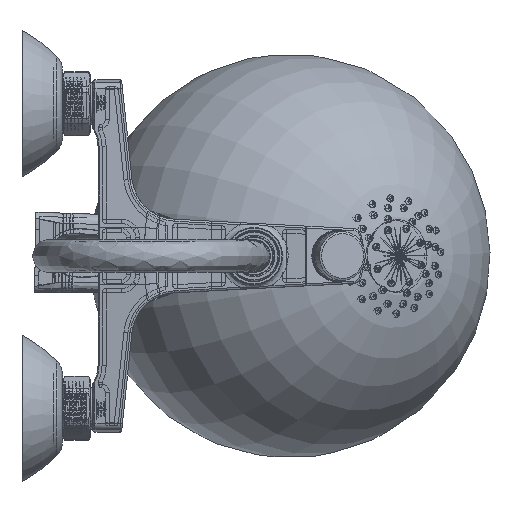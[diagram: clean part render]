
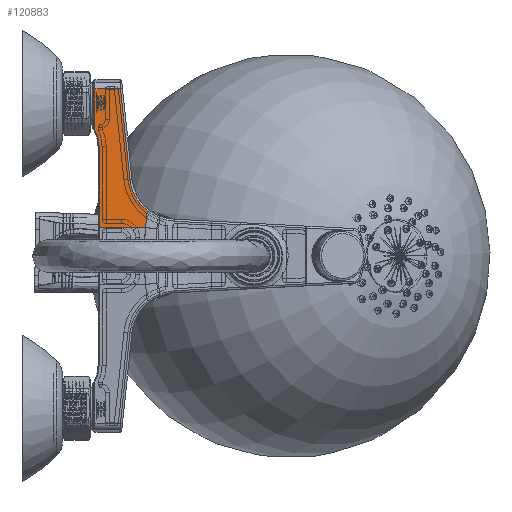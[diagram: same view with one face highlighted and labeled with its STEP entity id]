
A CAD part, front view. The second image highlights one B-rep face of the part: STEP entity #120883.
In plain terms, the highlighted planar face has unit normal (0, -0.999, 0.054).
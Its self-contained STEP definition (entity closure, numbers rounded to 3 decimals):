
#1543 = PLANE ( 'NONE',  #75840 ) ;
#2072 = CARTESIAN_POINT ( 'NONE',  ( 261.904, 78.661, -327.672 ) ) ;
#2787 = DIRECTION ( 'NONE',  ( 0., -0.054, -0.999 ) ) ;
#3568 = LINE ( 'NONE', #119092, #68031 ) ;
#11806 = EDGE_LOOP ( 'NONE', ( #44942, #128889, #82370, #31764, #142207, #44758, #53846, #58738 ) ) ;
#16577 = DIRECTION ( 'NONE',  ( 0., -0.054, -0.999 ) ) ;
#20696 = CARTESIAN_POINT ( 'NONE',  ( 293.744, 78.955, -322.267 ) ) ;
#31764 = ORIENTED_EDGE ( 'NONE', *, *, #41534, .F. ) ;
#32687 = EDGE_CURVE ( 'NONE', #163646, #73337, #141058, .T. ) ;
#37896 = VECTOR ( 'NONE', #58446, 1000. ) ;
#38106 = DIRECTION ( 'NONE',  ( 0., -0.054, -0.999 ) ) ;
#40565 = DIRECTION ( 'NONE',  ( -1., 0., 0. ) ) ;
#41534 = EDGE_CURVE ( 'NONE', #51431, #73337, #65719, .T. ) ;
#44758 = ORIENTED_EDGE ( 'NONE', *, *, #54269, .T. ) ;
#44942 = ORIENTED_EDGE ( 'NONE', *, *, #71949, .T. ) ;
#51431 = VERTEX_POINT ( 'NONE', #126645 ) ;
#52239 = CARTESIAN_POINT ( 'NONE',  ( 268.267, 82.365, -259.472 ) ) ;
#53846 = ORIENTED_EDGE ( 'NONE', *, *, #86758, .T. ) ;
#54269 = EDGE_CURVE ( 'NONE', #105140, #101464, #76092, .T. ) ;
#56796 = LINE ( 'NONE', #94468, #37896 ) ;
#57418 = CARTESIAN_POINT ( 'NONE',  ( 270.267, 80.975, -285.068 ) ) ;
#58446 = DIRECTION ( 'NONE',  ( -0.104, 0.054, 0.993 ) ) ;
#58738 = ORIENTED_EDGE ( 'NONE', *, *, #156312, .T. ) ;
#60556 =( BOUNDED_CURVE ( )  B_SPLINE_CURVE ( 3, ( #146948, #138304, #57418, #163395 ),
 .UNSPECIFIED., .F., .T. ) 
 B_SPLINE_CURVE_WITH_KNOTS ( ( 4, 4 ),
 ( 1.073, 1.571 ),
 .UNSPECIFIED. ) 
 CURVE ( )  GEOMETRIC_REPRESENTATION_ITEM ( )  RATIONAL_B_SPLINE_CURVE ( ( 1., 0.979, 0.979, 1. ) ) 
 REPRESENTATION_ITEM ( '' )  );
#65719 = LINE ( 'NONE', #2072, #138944 ) ;
#68031 = VECTOR ( 'NONE', #80583, 1000. ) ;
#68822 = CARTESIAN_POINT ( 'NONE',  ( 289.159, 79.31, -315.73 ) ) ;
#71781 = CARTESIAN_POINT ( 'NONE',  ( 294.055, 79.098, -319.624 ) ) ;
#71874 = VERTEX_POINT ( 'NONE', #52239 ) ;
#71949 = EDGE_CURVE ( 'NONE', #71874, #94892, #140946, .T. ) ;
#73337 = VERTEX_POINT ( 'NONE', #143259 ) ;
#75840 = AXIS2_PLACEMENT_3D ( 'NONE', #90295, #78545, #16577 ) ;
#76092 =( BOUNDED_CURVE ( )  B_SPLINE_CURVE ( 3, ( #83827, #68822, #158363, #160817 ),
 .UNSPECIFIED., .F., .T. ) 
 B_SPLINE_CURVE_WITH_KNOTS ( ( 4, 4 ),
 ( 3.813, 4.608 ),
 .UNSPECIFIED. ) 
 CURVE ( )  GEOMETRIC_REPRESENTATION_ITEM ( )  RATIONAL_B_SPLINE_CURVE ( ( 1., 0.948, 0.948, 1. ) ) 
 REPRESENTATION_ITEM ( '' )  );
#78545 = DIRECTION ( 'NONE',  ( 0., -0.999, 0.054 ) ) ;
#80583 = DIRECTION ( 'NONE',  ( -1., 0., 0. ) ) ;
#82370 = ORIENTED_EDGE ( 'NONE', *, *, #32687, .T. ) ;
#83827 = CARTESIAN_POINT ( 'NONE',  ( 294.055, 79.098, -319.624 ) ) ;
#84343 = CARTESIAN_POINT ( 'NONE',  ( 293.125, 78.661, -327.672 ) ) ;
#86758 = EDGE_CURVE ( 'NONE', #101464, #156454, #56796, .T. ) ;
#90295 = CARTESIAN_POINT ( 'NONE',  ( 261.904, 82.365, -259.472 ) ) ;
#90828 = CARTESIAN_POINT ( 'NONE',  ( 270.267, 82.365, -259.472 ) ) ;
#91604 = EDGE_CURVE ( 'NONE', #94892, #163646, #60556, .T. ) ;
#94468 = CARTESIAN_POINT ( 'NONE',  ( 280.607, 82.472, -257.512 ) ) ;
#94892 = VERTEX_POINT ( 'NONE', #102235 ) ;
#98549 = CARTESIAN_POINT ( 'NONE',  ( 293.434, 78.809, -324.95 ) ) ;
#98725 = FACE_OUTER_BOUND ( 'NONE', #11806, .T. ) ;
#99231 = VECTOR ( 'NONE', #38106, 1000. ) ;
#101464 = VERTEX_POINT ( 'NONE', #106224 ) ;
#102235 = CARTESIAN_POINT ( 'NONE',  ( 268.267, 81.253, -279.959 ) ) ;
#102645 = CARTESIAN_POINT ( 'NONE',  ( 294.055, 79.098, -319.624 ) ) ;
#105140 = VERTEX_POINT ( 'NONE', #102645 ) ;
#106224 = CARTESIAN_POINT ( 'NONE',  ( 285.496, 79.946, -304.025 ) ) ;
#106271 = EDGE_CURVE ( 'NONE', #51431, #105140, #160291, .T. ) ;
#109259 = VECTOR ( 'NONE', #2787, 1000. ) ;
#118300 = CARTESIAN_POINT ( 'NONE',  ( 268.267, 82.365, -259.472 ) ) ;
#119092 = CARTESIAN_POINT ( 'NONE',  ( 261.904, 82.365, -259.472 ) ) ;
#120883 = ADVANCED_FACE ( 'NONE', ( #98725 ), #1543, .T. ) ;
#121834 = CARTESIAN_POINT ( 'NONE',  ( 270.267, 80.825, -287.833 ) ) ;
#126645 = CARTESIAN_POINT ( 'NONE',  ( 293.125, 78.661, -327.672 ) ) ;
#128889 = ORIENTED_EDGE ( 'NONE', *, *, #91604, .T. ) ;
#138304 = CARTESIAN_POINT ( 'NONE',  ( 269.586, 81.121, -282.388 ) ) ;
#138944 = VECTOR ( 'NONE', #40565, 1000. ) ;
#140946 = LINE ( 'NONE', #118300, #109259 ) ;
#141058 = LINE ( 'NONE', #90828, #99231 ) ;
#142207 = ORIENTED_EDGE ( 'NONE', *, *, #106271, .T. ) ;
#143259 = CARTESIAN_POINT ( 'NONE',  ( 270.267, 78.661, -327.672 ) ) ;
#146948 = CARTESIAN_POINT ( 'NONE',  ( 268.267, 81.253, -279.959 ) ) ;
#156312 = EDGE_CURVE ( 'NONE', #156454, #71874, #3568, .T. ) ;
#156454 = VERTEX_POINT ( 'NONE', #159229 ) ;
#158363 = CARTESIAN_POINT ( 'NONE',  ( 286.15, 79.608, -310.246 ) ) ;
#159229 = CARTESIAN_POINT ( 'NONE',  ( 280.813, 82.365, -259.472 ) ) ;
#160291 = B_SPLINE_CURVE_WITH_KNOTS ( 'NONE', 3,
 ( #84343, #98549, #20696, #71781 ),
 .UNSPECIFIED., .F., .F.,
 ( 4, 4 ),
 ( 0., 0.875 ),
 .UNSPECIFIED. ) ;
#160817 = CARTESIAN_POINT ( 'NONE',  ( 285.496, 79.946, -304.025 ) ) ;
#163395 = CARTESIAN_POINT ( 'NONE',  ( 270.267, 80.825, -287.833 ) ) ;
#163646 = VERTEX_POINT ( 'NONE', #121834 ) ;
